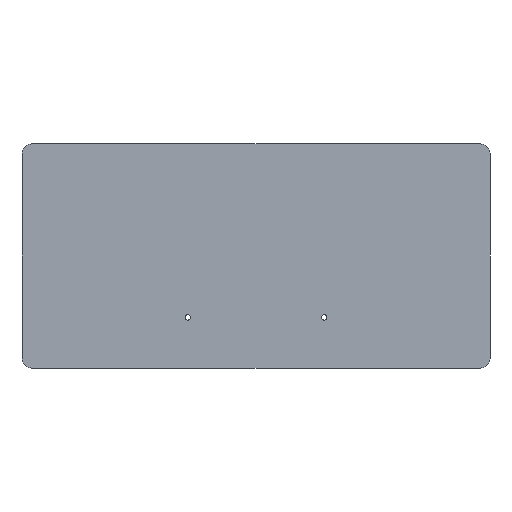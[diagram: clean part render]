
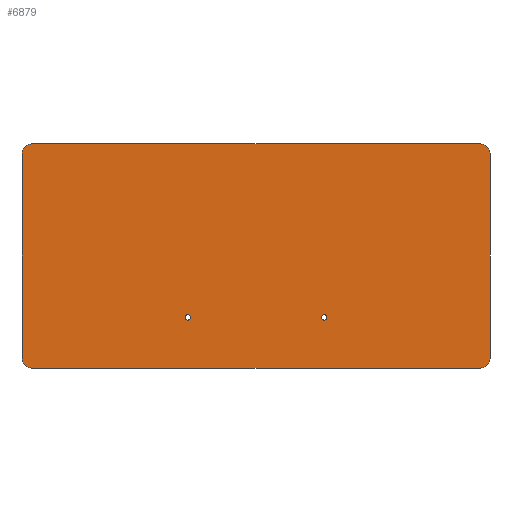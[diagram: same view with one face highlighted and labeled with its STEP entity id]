
A CAD part, front view. The second image highlights one B-rep face of the part: STEP entity #6879.
In plain terms, the highlighted planar face has unit normal (0, -1, 0).
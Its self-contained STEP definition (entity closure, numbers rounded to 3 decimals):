
#6622=CARTESIAN_POINT('',(-195.,-1.,
424.5));
#6623=DIRECTION('',(0.,1.,0.));
#6624=DIRECTION('',(-1.,0.,0.));
#6625=AXIS2_PLACEMENT_3D('',#6622,#6623,#6624);
#6627=CARTESIAN_POINT('',(265.,-1.,424.5));
#6628=DIRECTION('',(0.,1.,0.));
#6629=DIRECTION('',(0.,0.,1.));
#6630=AXIS2_PLACEMENT_3D('',#6627,#6628,#6629);
#6632=CARTESIAN_POINT('',(265.,-1.,214.5));
#6633=DIRECTION('',(0.,1.,0.));
#6634=DIRECTION('',(1.,0.,0.));
#6635=AXIS2_PLACEMENT_3D('',#6632,#6633,#6634);
#6637=CARTESIAN_POINT('',(-195.,-1.,
214.5));
#6638=DIRECTION('',(0.,1.,0.));
#6639=DIRECTION('',(0.,0.,-1.));
#6640=AXIS2_PLACEMENT_3D('',#6637,#6638,#6639);
#6642=CARTESIAN_POINT('',(-35.,-1.,
256.5));
#6643=DIRECTION('',(0.,-1.,0.));
#6644=DIRECTION('',(-1.,0.,0.));
#6645=AXIS2_PLACEMENT_3D('',#6642,#6643,#6644);
#6647=CARTESIAN_POINT('',(-35.,-1.,
256.5));
#6648=DIRECTION('',(0.,-1.,0.));
#6649=DIRECTION('',(1.,0.,0.));
#6650=AXIS2_PLACEMENT_3D('',#6647,#6648,#6649);
#6652=CARTESIAN_POINT('',(105.,-1.,256.5));
#6653=DIRECTION('',(0.,-1.,0.));
#6654=DIRECTION('',(-1.,0.,0.));
#6655=AXIS2_PLACEMENT_3D('',#6652,#6653,#6654);
#6657=CARTESIAN_POINT('',(105.,-1.,256.5));
#6658=DIRECTION('',(0.,-1.,0.));
#6659=DIRECTION('',(1.,0.,0.));
#6660=AXIS2_PLACEMENT_3D('',#6657,#6658,#6659);
#6662=DIRECTION('',(0.,0.,-1.));
#6663=VECTOR('',#6662,210.);
#6664=CARTESIAN_POINT('',(-205.,-1.,
424.5));
#6665=LINE('',#6664,#6663);
#6714=DIRECTION('',(-1.,0.,0.));
#6715=VECTOR('',#6714,460.);
#6716=CARTESIAN_POINT('',(265.,-1.,434.5));
#6717=LINE('',#6716,#6715);
#6734=DIRECTION('',(0.,0.,1.));
#6735=VECTOR('',#6734,210.);
#6736=CARTESIAN_POINT('',(275.,-1.,214.5));
#6737=LINE('',#6736,#6735);
#6750=DIRECTION('',(1.,0.,0.));
#6751=VECTOR('',#6750,460.);
#6752=CARTESIAN_POINT('',(-195.,-1.,
204.5));
#6753=LINE('',#6752,#6751);
#6774=CARTESIAN_POINT('',(-32.25,-1.,
256.5));
#6776=VERTEX_POINT('',#6774);
#6778=CARTESIAN_POINT('',(-205.,-1.,
424.5));
#6779=CARTESIAN_POINT('',(-195.,-1.,
434.5));
#6780=VERTEX_POINT('',#6778);
#6781=VERTEX_POINT('',#6779);
#6782=CARTESIAN_POINT('',(265.,-1.,434.5));
#6783=CARTESIAN_POINT('',(275.,-1.,424.5));
#6784=VERTEX_POINT('',#6782);
#6785=VERTEX_POINT('',#6783);
#6786=CARTESIAN_POINT('',(275.,-1.,214.5));
#6787=CARTESIAN_POINT('',(265.,-1.,204.5));
#6788=VERTEX_POINT('',#6786);
#6789=VERTEX_POINT('',#6787);
#6790=CARTESIAN_POINT('',(-195.,-1.,
204.5));
#6791=CARTESIAN_POINT('',(-205.,-1.,
214.5));
#6792=VERTEX_POINT('',#6790);
#6793=VERTEX_POINT('',#6791);
#6794=CARTESIAN_POINT('',(-37.75,-1.,
256.5));
#6795=VERTEX_POINT('',#6794);
#6796=CARTESIAN_POINT('',(102.25,-1.,256.5));
#6797=CARTESIAN_POINT('',(107.75,-1.,256.5));
#6798=VERTEX_POINT('',#6796);
#6799=VERTEX_POINT('',#6797);
#6845=CARTESIAN_POINT('',(35.,-1.,319.5));
#6846=DIRECTION('',(0.,1.,0.));
#6847=DIRECTION('',(1.,0.,0.));
#6848=AXIS2_PLACEMENT_3D('',#6845,#6846,#6847);
#6849=PLANE('',#6848);
#6851=ORIENTED_EDGE('',*,*,#6850,.F.);
#6853=ORIENTED_EDGE('',*,*,#6852,.T.);
#6855=ORIENTED_EDGE('',*,*,#6854,.F.);
#6857=ORIENTED_EDGE('',*,*,#6856,.T.);
#6859=ORIENTED_EDGE('',*,*,#6858,.F.);
#6861=ORIENTED_EDGE('',*,*,#6860,.T.);
#6863=ORIENTED_EDGE('',*,*,#6862,.F.);
#6865=ORIENTED_EDGE('',*,*,#6864,.T.);
#6866=EDGE_LOOP('',(#6851,#6853,#6855,#6857,#6859,#6861,#6863,#6865));
#6867=FACE_OUTER_BOUND('',#6866,.F.);
#6869=ORIENTED_EDGE('',*,*,#6868,.T.);
#6871=ORIENTED_EDGE('',*,*,#6870,.T.);
#6872=EDGE_LOOP('',(#6869,#6871));
#6873=FACE_BOUND('',#6872,.F.);
#6874=ORIENTED_EDGE('',*,*,#6827,.T.);
#6876=ORIENTED_EDGE('',*,*,#6875,.T.);
#6877=EDGE_LOOP('',(#6874,#6876));
#6878=FACE_BOUND('',#6877,.F.);
#6626=CIRCLE('',#6625,10.);
#6631=CIRCLE('',#6630,10.);
#6636=CIRCLE('',#6635,10.);
#6641=CIRCLE('',#6640,10.);
#6646=CIRCLE('',#6645,2.75);
#6651=CIRCLE('',#6650,2.75);
#6656=CIRCLE('',#6655,2.75);
#6661=CIRCLE('',#6660,2.75);
#6827=EDGE_CURVE('',#6798,#6799,#6656,.T.);
#6850=EDGE_CURVE('',#6780,#6793,#6665,.T.);
#6852=EDGE_CURVE('',#6780,#6781,#6626,.T.);
#6854=EDGE_CURVE('',#6784,#6781,#6717,.T.);
#6856=EDGE_CURVE('',#6784,#6785,#6631,.T.);
#6858=EDGE_CURVE('',#6788,#6785,#6737,.T.);
#6860=EDGE_CURVE('',#6788,#6789,#6636,.T.);
#6862=EDGE_CURVE('',#6792,#6789,#6753,.T.);
#6864=EDGE_CURVE('',#6792,#6793,#6641,.T.);
#6868=EDGE_CURVE('',#6795,#6776,#6646,.T.);
#6870=EDGE_CURVE('',#6776,#6795,#6651,.T.);
#6875=EDGE_CURVE('',#6799,#6798,#6661,.T.);
#6879=ADVANCED_FACE('',(#6867,#6873,#6878),#6849,.F.);
